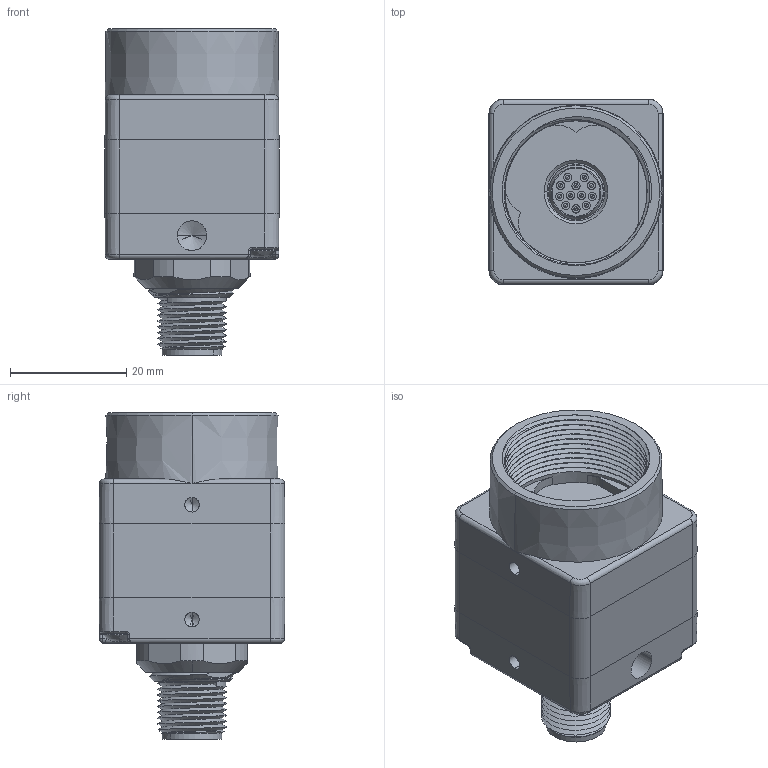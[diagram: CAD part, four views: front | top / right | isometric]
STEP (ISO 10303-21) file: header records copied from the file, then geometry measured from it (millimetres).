
FILE_DESCRIPTION((''),'2;1');
FILE_NAME('144926_SW','2010-04-26T',('banengservice'),('BANNER ENGINEERING'),'PRO/ENGINEER BY PARAMETRIC TECHNOLOGY CORPORATION, 2009141','PRO/ENGINEER BY PARAMETRIC TECHNOLOGY CORPORATION, 2009141','');
FILE_SCHEMA(('CONFIG_CONTROL_DESIGN'));
Length unit declared in the file: inch
Products named in the file (1): 144926_SW
Bounding box: 30 x 32 x 56.25 mm (x, y, z)
Volume: 13903.2 mm3; surface area: 17143.2 mm2
Topology: 2 solids, 2 shells, 806 faces, 1976 edges, 1190 vertices
Faces by surface type: cylinder 358, plane 211, bspline 88, torus 56, cone 53, sphere 40
Entity records: 39183 total; most frequent: CARTESIAN_POINT 20602, DIRECTION 3916, ORIENTED_EDGE 3868, EDGE_CURVE 1934, AXIS2_PLACEMENT_3D 1551, VERTEX_POINT 1190, EDGE_LOOP 888, CIRCLE 833
